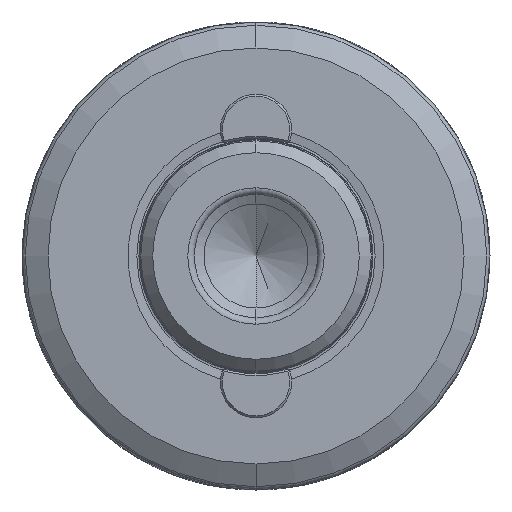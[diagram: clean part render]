
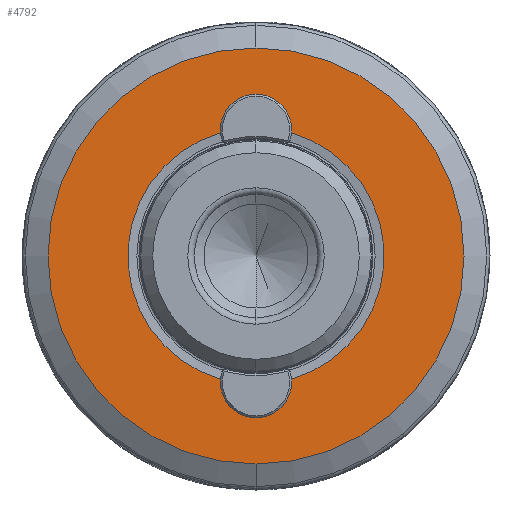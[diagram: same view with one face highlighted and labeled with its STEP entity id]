
A CAD part, left-side view. The second image highlights one B-rep face of the part: STEP entity #4792.
In plain terms, the highlighted planar face has unit normal (-1, 0, 0).
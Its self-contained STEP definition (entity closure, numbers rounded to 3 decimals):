
#42 = CARTESIAN_POINT ( 'NONE',  ( 0., 0., -19.715 ) ) ;
#189 = CIRCLE ( 'NONE', #1730, 3. ) ;
#401 = CARTESIAN_POINT ( 'NONE',  ( 0., -2.305, -19.58 ) ) ;
#880 = ORIENTED_EDGE ( 'NONE', *, *, #10786, .F. ) ;
#932 = ORIENTED_EDGE ( 'NONE', *, *, #9850, .T. ) ;
#1028 = AXIS2_PLACEMENT_3D ( 'NONE', #4417, #10575, #5285 ) ;
#1388 = ORIENTED_EDGE ( 'NONE', *, *, #7766, .F. ) ;
#1616 = EDGE_CURVE ( 'NONE', #7826, #9239, #3325, .T. ) ;
#1730 = AXIS2_PLACEMENT_3D ( 'NONE', #8423, #3122, #9280 ) ;
#1819 = DIRECTION ( 'NONE',  ( 1., 0., 0. ) ) ;
#1910 = CIRCLE ( 'NONE', #2742, 3. ) ;
#1980 = VERTEX_POINT ( 'NONE', #7120 ) ;
#2021 = CARTESIAN_POINT ( 'NONE',  ( 0., 0., -24.5 ) ) ;
#2177 = ORIENTED_EDGE ( 'NONE', *, *, #2888, .T. ) ;
#2244 = AXIS2_PLACEMENT_3D ( 'NONE', #8263, #2969, #9132 ) ;
#2395 = ORIENTED_EDGE ( 'NONE', *, *, #1616, .F. ) ;
#2480 = AXIS2_PLACEMENT_3D ( 'NONE', #6422, #6396, #6385 ) ;
#2612 = CIRCLE ( 'NONE', #3524, 32. ) ;
#2742 = AXIS2_PLACEMENT_3D ( 'NONE', #5137, #11321, #6065 ) ;
#2873 = VERTEX_POINT ( 'NONE', #11090 ) ;
#2888 = EDGE_CURVE ( 'NONE', #8688, #1980, #2612, .T. ) ;
#2958 = VERTEX_POINT ( 'NONE', #10196 ) ;
#2969 = DIRECTION ( 'NONE',  ( -1., 0., 0. ) ) ;
#3122 = DIRECTION ( 'NONE',  ( -1., 0., 0. ) ) ;
#3283 = EDGE_CURVE ( 'NONE', #5663, #7826, #8971, .T. ) ;
#3325 = CIRCLE ( 'NONE', #4268, 19.715 ) ;
#3524 = AXIS2_PLACEMENT_3D ( 'NONE', #10876, #10861, #10852 ) ;
#3921 = AXIS2_PLACEMENT_3D ( 'NONE', #9702, #4436, #10592 ) ;
#4108 = CIRCLE ( 'NONE', #2244, 19.715 ) ;
#4185 = CARTESIAN_POINT ( 'NONE',  ( 0., 0., 32. ) ) ;
#4268 = AXIS2_PLACEMENT_3D ( 'NONE', #7684, #7603, #7579 ) ;
#4337 = EDGE_LOOP ( 'NONE', ( #1388, #880, #4577, #2395, #8093, #7961 ) ) ;
#4417 = CARTESIAN_POINT ( 'NONE',  ( 0., 0., 0. ) ) ;
#4436 = DIRECTION ( 'NONE',  ( -1., 0., 0. ) ) ;
#4577 = ORIENTED_EDGE ( 'NONE', *, *, #11065, .F. ) ;
#4755 = AXIS2_PLACEMENT_3D ( 'NONE', #42, #1819, #8046 ) ;
#4792 = ADVANCED_FACE ( 'NONE', ( #8316, #8037 ), #5368, .F. ) ;
#4980 = EDGE_CURVE ( 'NONE', #2873, #5663, #1910, .T. ) ;
#5137 = CARTESIAN_POINT ( 'NONE',  ( 0., 0., -21.5 ) ) ;
#5285 = DIRECTION ( 'NONE',  ( 0., 0., 1. ) ) ;
#5368 = PLANE ( 'NONE',  #4755 ) ;
#5663 = VERTEX_POINT ( 'NONE', #2021 ) ;
#6065 = DIRECTION ( 'NONE',  ( 0., 0., 1. ) ) ;
#6385 = DIRECTION ( 'NONE',  ( 0., 0., 1. ) ) ;
#6396 = DIRECTION ( 'NONE',  ( -1., 0., 0. ) ) ;
#6422 = CARTESIAN_POINT ( 'NONE',  ( 0., 0., -21.5 ) ) ;
#7120 = CARTESIAN_POINT ( 'NONE',  ( 0., 0., -32. ) ) ;
#7436 = CIRCLE ( 'NONE', #1028, 32. ) ;
#7579 = DIRECTION ( 'NONE',  ( 0., 0., 1. ) ) ;
#7603 = DIRECTION ( 'NONE',  ( -1., 0., 0. ) ) ;
#7684 = CARTESIAN_POINT ( 'NONE',  ( 0., 0., 0. ) ) ;
#7685 = CIRCLE ( 'NONE', #3921, 3. ) ;
#7689 = CARTESIAN_POINT ( 'NONE',  ( 0., -2.305, 19.58 ) ) ;
#7766 = EDGE_CURVE ( 'NONE', #11222, #2873, #4108, .T. ) ;
#7826 = VERTEX_POINT ( 'NONE', #401 ) ;
#7961 = ORIENTED_EDGE ( 'NONE', *, *, #4980, .F. ) ;
#8037 = FACE_OUTER_BOUND ( 'NONE', #9750, .T. ) ;
#8046 = DIRECTION ( 'NONE',  ( 0., 0., -1. ) ) ;
#8093 = ORIENTED_EDGE ( 'NONE', *, *, #3283, .F. ) ;
#8263 = CARTESIAN_POINT ( 'NONE',  ( 0., 0., 0. ) ) ;
#8316 = FACE_BOUND ( 'NONE', #4337, .T. ) ;
#8423 = CARTESIAN_POINT ( 'NONE',  ( 0., 0., 21.5 ) ) ;
#8688 = VERTEX_POINT ( 'NONE', #4185 ) ;
#8971 = CIRCLE ( 'NONE', #2480, 3. ) ;
#9081 = CARTESIAN_POINT ( 'NONE',  ( 0., 2.305, 19.58 ) ) ;
#9132 = DIRECTION ( 'NONE',  ( 0., 0., 1. ) ) ;
#9239 = VERTEX_POINT ( 'NONE', #7689 ) ;
#9280 = DIRECTION ( 'NONE',  ( 0., 0., 1. ) ) ;
#9702 = CARTESIAN_POINT ( 'NONE',  ( 0., 0., 21.5 ) ) ;
#9750 = EDGE_LOOP ( 'NONE', ( #932, #2177 ) ) ;
#9850 = EDGE_CURVE ( 'NONE', #1980, #8688, #7436, .T. ) ;
#10196 = CARTESIAN_POINT ( 'NONE',  ( 0., 0., 24.5 ) ) ;
#10575 = DIRECTION ( 'NONE',  ( -1., 0., 0. ) ) ;
#10592 = DIRECTION ( 'NONE',  ( 0., 0., 1. ) ) ;
#10786 = EDGE_CURVE ( 'NONE', #2958, #11222, #189, .T. ) ;
#10852 = DIRECTION ( 'NONE',  ( 0., 0., 1. ) ) ;
#10861 = DIRECTION ( 'NONE',  ( -1., 0., 0. ) ) ;
#10876 = CARTESIAN_POINT ( 'NONE',  ( 0., 0., 0. ) ) ;
#11065 = EDGE_CURVE ( 'NONE', #9239, #2958, #7685, .T. ) ;
#11090 = CARTESIAN_POINT ( 'NONE',  ( 0., 2.305, -19.58 ) ) ;
#11222 = VERTEX_POINT ( 'NONE', #9081 ) ;
#11321 = DIRECTION ( 'NONE',  ( -1., 0., 0. ) ) ;
